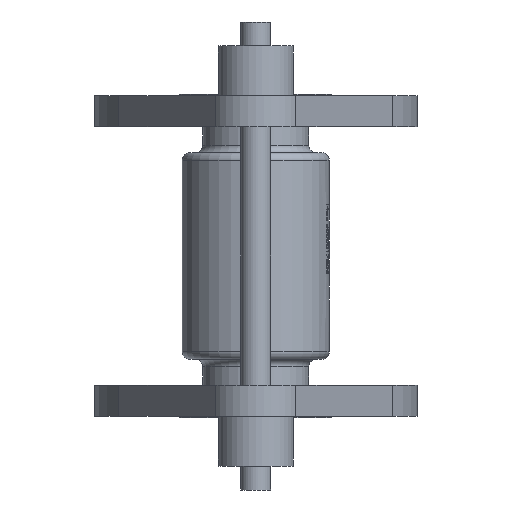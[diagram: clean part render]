
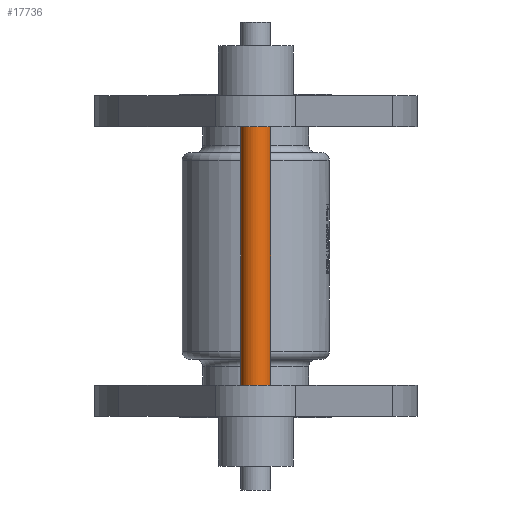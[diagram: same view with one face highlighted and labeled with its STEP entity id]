
A CAD part, front view. The second image highlights one B-rep face of the part: STEP entity #17736.
In plain terms, the highlighted cylindrical face has radius 6 mm (diameter 12 mm), a partial arc.
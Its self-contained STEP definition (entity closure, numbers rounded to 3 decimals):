
#1652 = EDGE_CURVE ( 'NONE', #13336, #17150, #4141, .T. ) ;
#2334 = ORIENTED_EDGE ( 'NONE', *, *, #14276, .T. ) ;
#3715 = DIRECTION ( 'NONE',  ( 1., 0., 0. ) ) ;
#4141 = LINE ( 'NONE', #16263, #12802 ) ;
#4314 = CIRCLE ( 'NONE', #24658, 6. ) ;
#5603 = CYLINDRICAL_SURFACE ( 'NONE', #22191, 6. ) ;
#6108 = CARTESIAN_POINT ( 'NONE',  ( 0., -86.5, -12.5 ) ) ;
#10046 = CARTESIAN_POINT ( 'NONE',  ( 0., -86.5, -116.3 ) ) ;
#10059 = EDGE_CURVE ( 'NONE', #24620, #17150, #4314, .T. ) ;
#11106 = ORIENTED_EDGE ( 'NONE', *, *, #10059, .F. ) ;
#11474 = DIRECTION ( 'NONE',  ( 0., 0., 1. ) ) ;
#12802 = VECTOR ( 'NONE', #11474, 1000. ) ;
#13336 = VERTEX_POINT ( 'NONE', #22906 ) ;
#13990 = CARTESIAN_POINT ( 'NONE',  ( -6., -86.5, -12.5 ) ) ;
#14276 = EDGE_CURVE ( 'NONE', #24743, #13336, #24163, .T. ) ;
#14672 = DIRECTION ( 'NONE',  ( 1., 0., 0. ) ) ;
#15510 = AXIS2_PLACEMENT_3D ( 'NONE', #10046, #21839, #14672 ) ;
#16263 = CARTESIAN_POINT ( 'NONE',  ( 6., -86.5, -158.4 ) ) ;
#16435 = ORIENTED_EDGE ( 'NONE', *, *, #1652, .T. ) ;
#17150 = VERTEX_POINT ( 'NONE', #17673 ) ;
#17569 = VECTOR ( 'NONE', #29812, 1000. ) ;
#17673 = CARTESIAN_POINT ( 'NONE',  ( 6., -86.5, -12.5 ) ) ;
#17736 = ADVANCED_FACE ( 'NONE', ( #20594 ), #5603, .T. ) ;
#18927 = CARTESIAN_POINT ( 'NONE',  ( -6., -86.5, -116.3 ) ) ;
#19947 = LINE ( 'NONE', #29654, #17569 ) ;
#19958 = DIRECTION ( 'NONE',  ( 0., 0., 1. ) ) ;
#20594 = FACE_OUTER_BOUND ( 'NONE', #25373, .T. ) ;
#20924 = EDGE_CURVE ( 'NONE', #24743, #24620, #19947, .T. ) ;
#21839 = DIRECTION ( 'NONE',  ( 0., 0., 1. ) ) ;
#22191 = AXIS2_PLACEMENT_3D ( 'NONE', #25515, #19958, #29664 ) ;
#22906 = CARTESIAN_POINT ( 'NONE',  ( 6., -86.5, -116.3 ) ) ;
#23787 = ORIENTED_EDGE ( 'NONE', *, *, #20924, .F. ) ;
#24163 = CIRCLE ( 'NONE', #15510, 6. ) ;
#24620 = VERTEX_POINT ( 'NONE', #13990 ) ;
#24658 = AXIS2_PLACEMENT_3D ( 'NONE', #6108, #25537, #3715 ) ;
#24743 = VERTEX_POINT ( 'NONE', #18927 ) ;
#25373 = EDGE_LOOP ( 'NONE', ( #2334, #16435, #11106, #23787 ) ) ;
#25515 = CARTESIAN_POINT ( 'NONE',  ( 0., -86.5, -158.4 ) ) ;
#25537 = DIRECTION ( 'NONE',  ( 0., 0., 1. ) ) ;
#29654 = CARTESIAN_POINT ( 'NONE',  ( -6., -86.5, -158.4 ) ) ;
#29664 = DIRECTION ( 'NONE',  ( -1., 0., 0. ) ) ;
#29812 = DIRECTION ( 'NONE',  ( 0., 0., 1. ) ) ;
